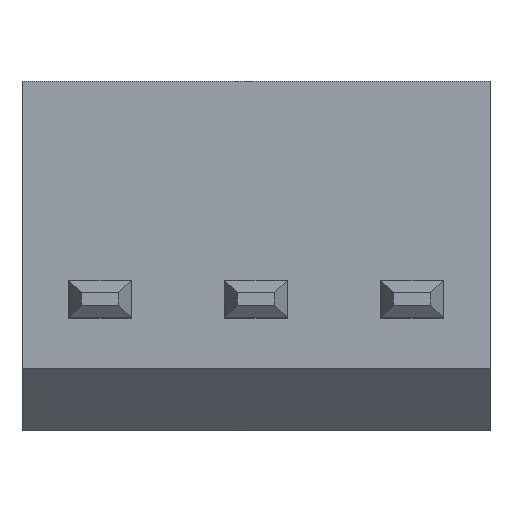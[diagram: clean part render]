
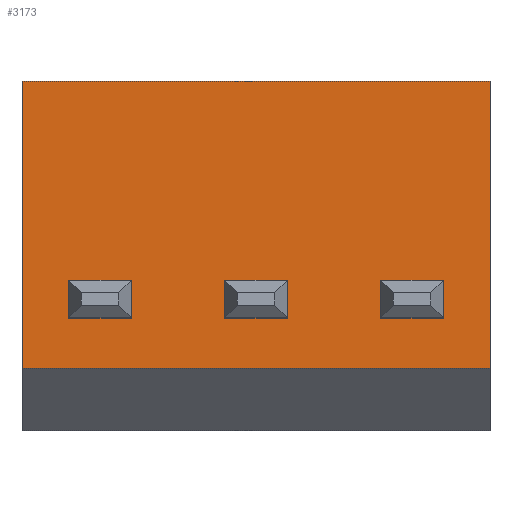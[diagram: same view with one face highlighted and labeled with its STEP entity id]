
A CAD part, top view. The second image highlights one B-rep face of the part: STEP entity #3173.
In plain terms, the highlighted planar face has unit normal (0, 0, 1).
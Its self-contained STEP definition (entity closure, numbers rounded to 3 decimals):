
#3173 = ADVANCED_FACE('',(#3174),#3188,.T.);
#3174 = FACE_BOUND('',#3175,.T.);
#3175 = EDGE_LOOP('',(#3176,#3211,#3239,#3267));
#3176 = ORIENTED_EDGE('',*,*,#3177,.T.);
#3177 = EDGE_CURVE('',#3178,#3180,#3182,.T.);
#3178 = VERTEX_POINT('',#3179);
#3179 = CARTESIAN_POINT('',(-1.25,-1.1,3.2));
#3180 = VERTEX_POINT('',#3181);
#3181 = CARTESIAN_POINT('',(6.25,-1.1,3.2));
#3182 = SURFACE_CURVE('',#3183,(#3187,#3199),.PCURVE_S1.);
#3183 = LINE('',#3184,#3185);
#3184 = CARTESIAN_POINT('',(-1.25,-1.1,3.2));
#3185 = VECTOR('',#3186,1.);
#3186 = DIRECTION('',(1.,0.,0.));
#3187 = PCURVE('',#3188,#3193);
#3188 = PLANE('',#3189);
#3189 = AXIS2_PLACEMENT_3D('',#3190,#3191,#3192);
#3190 = CARTESIAN_POINT('',(-1.25,-1.1,3.2));
#3191 = DIRECTION('',(0.,0.,1.));
#3192 = DIRECTION('',(0.,1.,0.));
#3193 = DEFINITIONAL_REPRESENTATION('',(#3194),#3198);
#3194 = LINE('',#3195,#3196);
#3195 = CARTESIAN_POINT('',(0.,0.));
#3196 = VECTOR('',#3197,1.);
#3197 = DIRECTION('',(0.,-1.));
#3198 = ( GEOMETRIC_REPRESENTATION_CONTEXT(2) 
PARAMETRIC_REPRESENTATION_CONTEXT() REPRESENTATION_CONTEXT('2D SPACE',''
  ) );
#3199 = PCURVE('',#3200,#3205);
#3200 = PLANE('',#3201);
#3201 = AXIS2_PLACEMENT_3D('',#3202,#3203,#3204);
#3202 = CARTESIAN_POINT('',(-1.25,-1.1,3.2));
#3203 = DIRECTION('',(0.,0.707,-0.707));
#3204 = DIRECTION('',(0.,-0.707,-0.707));
#3205 = DEFINITIONAL_REPRESENTATION('',(#3206),#3210);
#3206 = LINE('',#3207,#3208);
#3207 = CARTESIAN_POINT('',(0.,0.));
#3208 = VECTOR('',#3209,1.);
#3209 = DIRECTION('',(0.,-1.));
#3210 = ( GEOMETRIC_REPRESENTATION_CONTEXT(2) 
PARAMETRIC_REPRESENTATION_CONTEXT() REPRESENTATION_CONTEXT('2D SPACE',''
  ) );
#3211 = ORIENTED_EDGE('',*,*,#3212,.T.);
#3212 = EDGE_CURVE('',#3180,#3213,#3215,.T.);
#3213 = VERTEX_POINT('',#3214);
#3214 = CARTESIAN_POINT('',(6.25,3.5,3.2));
#3215 = SURFACE_CURVE('',#3216,(#3220,#3227),.PCURVE_S1.);
#3216 = LINE('',#3217,#3218);
#3217 = CARTESIAN_POINT('',(6.25,-1.1,3.2));
#3218 = VECTOR('',#3219,1.);
#3219 = DIRECTION('',(0.,1.,0.));
#3220 = PCURVE('',#3188,#3221);
#3221 = DEFINITIONAL_REPRESENTATION('',(#3222),#3226);
#3222 = LINE('',#3223,#3224);
#3223 = CARTESIAN_POINT('',(0.,-7.5));
#3224 = VECTOR('',#3225,1.);
#3225 = DIRECTION('',(1.,0.));
#3226 = ( GEOMETRIC_REPRESENTATION_CONTEXT(2) 
PARAMETRIC_REPRESENTATION_CONTEXT() REPRESENTATION_CONTEXT('2D SPACE',''
  ) );
#3227 = PCURVE('',#3228,#3233);
#3228 = PLANE('',#3229);
#3229 = AXIS2_PLACEMENT_3D('',#3230,#3231,#3232);
#3230 = CARTESIAN_POINT('',(6.25,0.951,1.622));
#3231 = DIRECTION('',(1.,0.,0.));
#3232 = DIRECTION('',(0.,0.,1.));
#3233 = DEFINITIONAL_REPRESENTATION('',(#3234),#3238);
#3234 = LINE('',#3235,#3236);
#3235 = CARTESIAN_POINT('',(1.578,2.051));
#3236 = VECTOR('',#3237,1.);
#3237 = DIRECTION('',(0.,-1.));
#3238 = ( GEOMETRIC_REPRESENTATION_CONTEXT(2) 
PARAMETRIC_REPRESENTATION_CONTEXT() REPRESENTATION_CONTEXT('2D SPACE',''
  ) );
#3239 = ORIENTED_EDGE('',*,*,#3240,.F.);
#3240 = EDGE_CURVE('',#3241,#3213,#3243,.T.);
#3241 = VERTEX_POINT('',#3242);
#3242 = CARTESIAN_POINT('',(-1.25,3.5,3.2));
#3243 = SURFACE_CURVE('',#3244,(#3248,#3255),.PCURVE_S1.);
#3244 = LINE('',#3245,#3246);
#3245 = CARTESIAN_POINT('',(-1.25,3.5,3.2));
#3246 = VECTOR('',#3247,1.);
#3247 = DIRECTION('',(1.,0.,0.));
#3248 = PCURVE('',#3188,#3249);
#3249 = DEFINITIONAL_REPRESENTATION('',(#3250),#3254);
#3250 = LINE('',#3251,#3252);
#3251 = CARTESIAN_POINT('',(4.6,0.));
#3252 = VECTOR('',#3253,1.);
#3253 = DIRECTION('',(0.,-1.));
#3254 = ( GEOMETRIC_REPRESENTATION_CONTEXT(2) 
PARAMETRIC_REPRESENTATION_CONTEXT() REPRESENTATION_CONTEXT('2D SPACE',''
  ) );
#3255 = PCURVE('',#3256,#3261);
#3256 = PLANE('',#3257);
#3257 = AXIS2_PLACEMENT_3D('',#3258,#3259,#3260);
#3258 = CARTESIAN_POINT('',(-1.25,3.5,3.2));
#3259 = DIRECTION('',(0.,1.,0.));
#3260 = DIRECTION('',(0.,0.,-1.));
#3261 = DEFINITIONAL_REPRESENTATION('',(#3262),#3266);
#3262 = LINE('',#3263,#3264);
#3263 = CARTESIAN_POINT('',(0.,0.));
#3264 = VECTOR('',#3265,1.);
#3265 = DIRECTION('',(0.,-1.));
#3266 = ( GEOMETRIC_REPRESENTATION_CONTEXT(2) 
PARAMETRIC_REPRESENTATION_CONTEXT() REPRESENTATION_CONTEXT('2D SPACE',''
  ) );
#3267 = ORIENTED_EDGE('',*,*,#3268,.F.);
#3268 = EDGE_CURVE('',#3178,#3241,#3269,.T.);
#3269 = SURFACE_CURVE('',#3270,(#3274,#3281),.PCURVE_S1.);
#3270 = LINE('',#3271,#3272);
#3271 = CARTESIAN_POINT('',(-1.25,-1.1,3.2));
#3272 = VECTOR('',#3273,1.);
#3273 = DIRECTION('',(0.,1.,0.));
#3274 = PCURVE('',#3188,#3275);
#3275 = DEFINITIONAL_REPRESENTATION('',(#3276),#3280);
#3276 = LINE('',#3277,#3278);
#3277 = CARTESIAN_POINT('',(0.,0.));
#3278 = VECTOR('',#3279,1.);
#3279 = DIRECTION('',(1.,0.));
#3280 = ( GEOMETRIC_REPRESENTATION_CONTEXT(2) 
PARAMETRIC_REPRESENTATION_CONTEXT() REPRESENTATION_CONTEXT('2D SPACE',''
  ) );
#3281 = PCURVE('',#3282,#3287);
#3282 = PLANE('',#3283);
#3283 = AXIS2_PLACEMENT_3D('',#3284,#3285,#3286);
#3284 = CARTESIAN_POINT('',(-1.25,0.951,1.622));
#3285 = DIRECTION('',(1.,0.,0.));
#3286 = DIRECTION('',(0.,0.,1.));
#3287 = DEFINITIONAL_REPRESENTATION('',(#3288),#3292);
#3288 = LINE('',#3289,#3290);
#3289 = CARTESIAN_POINT('',(1.578,2.051));
#3290 = VECTOR('',#3291,1.);
#3291 = DIRECTION('',(0.,-1.));
#3292 = ( GEOMETRIC_REPRESENTATION_CONTEXT(2) 
PARAMETRIC_REPRESENTATION_CONTEXT() REPRESENTATION_CONTEXT('2D SPACE',''
  ) );
